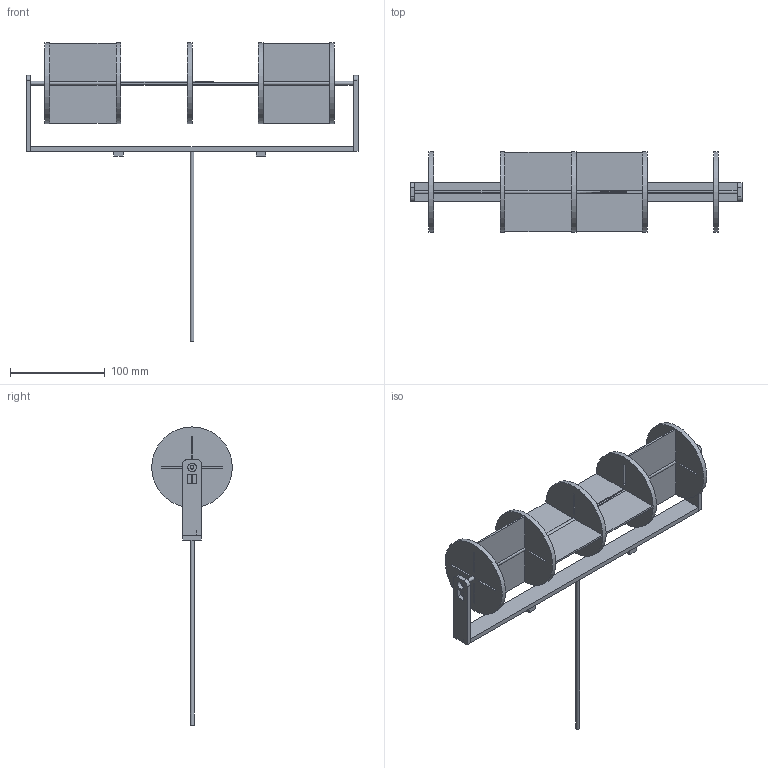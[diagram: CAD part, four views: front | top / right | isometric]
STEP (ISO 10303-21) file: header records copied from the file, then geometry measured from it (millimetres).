
FILE_DESCRIPTION(/* description */ (''),/* implementation_level */ '2;1');
FILE_NAME(/* name */ 'Circle v3.step',/* time_stamp */ '2025-09-02T19:21:43+05:30',/* author */ (''),/* organization */ (''),/* preprocessor_version */ 'ST-DEVELOPER v20.1',/* originating_system */ 'Autodesk Translation Framework v14.10.0.0',/* authorisation */ '');
FILE_SCHEMA (('AUTOMOTIVE_DESIGN { 1 0 10303 214 3 1 1 }'));
Length unit declared in the file: millimetre
Products named in the file (4): Circle; Component1; NEW SHAFT; Component1_1
Assembly tree (3 placements, depth 3):
  Circle
    Component1
    NEW SHAFT
      Component1_1
Bounding box: 350 x 85 x 314.25 mm (x, y, z)
Volume: 53032.8 mm3; surface area: 145530.4 mm2
Topology: 6 solids, 7 shells, 216 faces, 565 edges, 353 vertices
Faces by surface type: plane 194, cylinder 22
Full cylindrical faces by diameter (mm): 4 x4, 6.3 x1, 8.9 x1, 85 x5
Entity records: 6466 total; most frequent: CARTESIAN_POINT 1107, ORIENTED_EDGE 1084, DIRECTION 1032, EDGE_CURVE 542, LINE 498, VECTOR 498, VERTEX_POINT 342, AXIS2_PLACEMENT_3D 267
